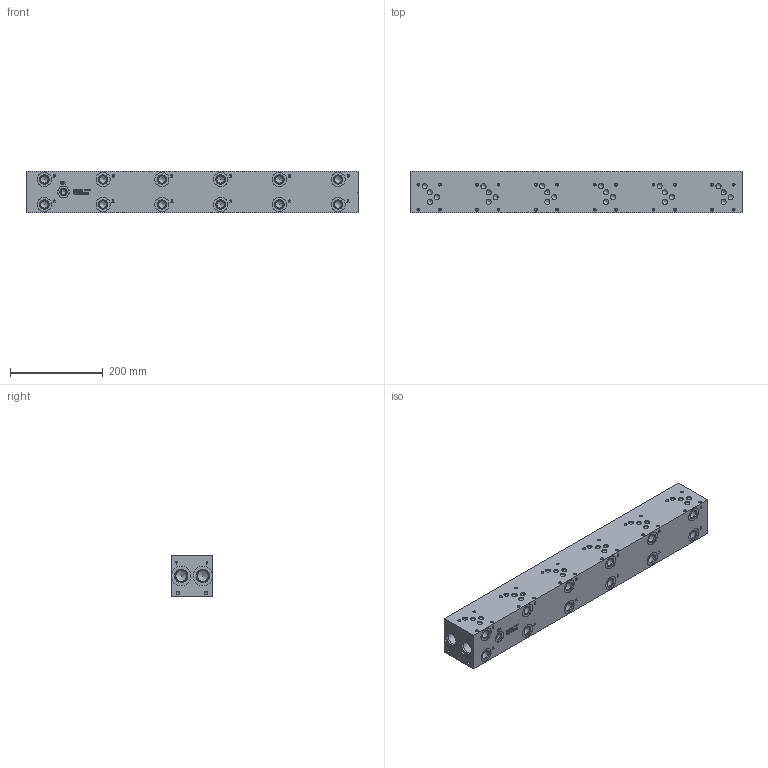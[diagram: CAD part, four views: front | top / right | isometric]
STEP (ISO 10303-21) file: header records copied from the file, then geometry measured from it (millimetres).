
FILE_DESCRIPTION(/* description */ (''),/* implementation_level */ '2;1');
FILE_NAME(/* name */ '_D05P065S.stp',/* time_stamp */ '2022-10-24T11:34:01-04:00',/* author */ ('mikeh'),/* organization */ (''),/* preprocessor_version */ 'ST-DEVELOPER v18',/* originating_system */ 'Autodesk Inventor 2020',/* authorisation */ '');
FILE_SCHEMA (('AUTOMOTIVE_DESIGN { 1 0 10303 214 3 1 1 }'));
Length unit declared in the file: millimetre
Products named in the file (1): Part_AD05P065S_3D
Bounding box: 717.55 x 88.9 x 88.9 mm (x, y, z)
Volume: 5484113.6 mm3; surface area: 313494.3 mm2
Topology: 1 solids, 1 shells, 992 faces, 2707 edges, 1844 vertices
Faces by surface type: plane 484, bspline 223, cylinder 165, cone 120
Full cylindrical faces by diameter (mm): 5.105 x24, 6.35 x24, 6.528 x4, 7.925 x4, 10.719 x1, 11.125 x24, 12.9 x1, 14.275 x1, 14.529 x1, 15.875 x12, 17.501 x12, 19.05 x12, 19.253 x12, 23.012 x4, 24.917 x4, 25.019 x1, 26.99 x2, 27 x2, 27.432 x4, 30.632 x12, 42.037 x4
Entity records: 33101 total; most frequent: CARTESIAN_POINT 8374, ORIENTED_EDGE 5276, DIRECTION 4351, EDGE_CURVE 2638, VERTEX_POINT 1844, LINE 1573, VECTOR 1573, AXIS2_PLACEMENT_3D 1389
